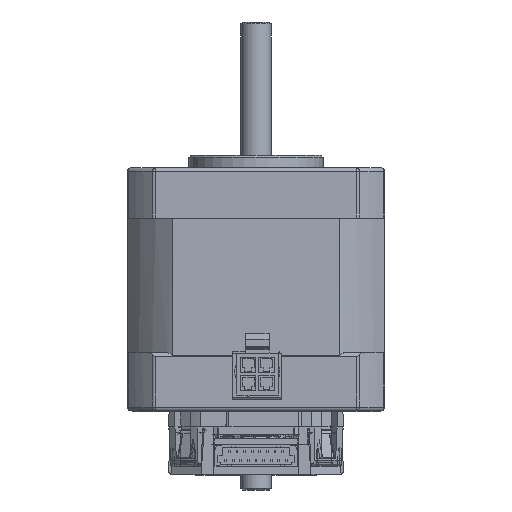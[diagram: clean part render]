
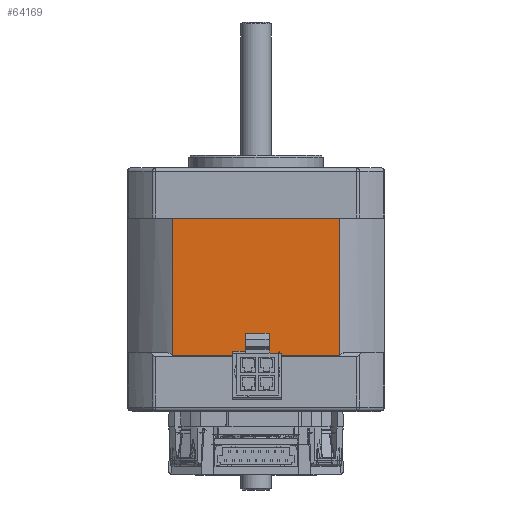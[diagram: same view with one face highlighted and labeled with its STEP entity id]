
A CAD part, front view. The second image highlights one B-rep face of the part: STEP entity #64169.
In plain terms, the highlighted planar face has unit normal (0, -1, 0).
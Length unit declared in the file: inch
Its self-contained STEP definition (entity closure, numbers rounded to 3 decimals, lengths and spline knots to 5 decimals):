
#60 = ORIENTED_EDGE ( 'NONE', *, *, #74330, .F. ) ;
#97 = VECTOR ( 'NONE', #32997, 39.37008 ) ;
#3453 = DIRECTION ( 'NONE',  ( 0., 0., 1. ) ) ;
#4182 = VECTOR ( 'NONE', #11373, 39.37008 ) ;
#10887 = CARTESIAN_POINT ( 'NONE',  ( 2.12585, 1.13718, 2.90921 ) ) ;
#11373 = DIRECTION ( 'NONE',  ( 0., 0., -1. ) ) ;
#18666 = CARTESIAN_POINT ( 'NONE',  ( 1.04778, 1.13718, 3.79441 ) ) ;
#24388 = VECTOR ( 'NONE', #50741, 39.37008 ) ;
#24424 = CARTESIAN_POINT ( 'NONE',  ( 1.04778, 1.13718, 3.79441 ) ) ;
#27614 = DIRECTION ( 'NONE',  ( 1., 0., 0. ) ) ;
#32405 = LINE ( 'NONE', #24424, #4182 ) ;
#32997 = DIRECTION ( 'NONE',  ( 0., 0., -1. ) ) ;
#34617 = VECTOR ( 'NONE', #27614, 39.37008 ) ;
#36881 = LINE ( 'NONE', #44549, #24388 ) ;
#39243 = VERTEX_POINT ( 'NONE', #18666 ) ;
#39389 = CARTESIAN_POINT ( 'NONE',  ( 2.12585, 1.13718, 3.79441 ) ) ;
#39848 = CARTESIAN_POINT ( 'NONE',  ( 1.58681, 1.13718, 3.79441 ) ) ;
#42819 = ORIENTED_EDGE ( 'NONE', *, *, #47469, .T. ) ;
#44549 = CARTESIAN_POINT ( 'NONE',  ( 1.04778, 1.13718, 2.90921 ) ) ;
#47469 = EDGE_CURVE ( 'NONE', #72371, #86579, #36881, .T. ) ;
#50741 = DIRECTION ( 'NONE',  ( 1., 0., 0. ) ) ;
#53776 = EDGE_LOOP ( 'NONE', ( #66035, #42819, #80082, #60 ) ) ;
#63984 = EDGE_CURVE ( 'NONE', #76243, #86579, #76442, .T. ) ;
#64169 = ADVANCED_FACE ( 'NONE', ( #77441 ), #83225, .F. ) ;
#64330 = EDGE_CURVE ( 'NONE', #39243, #72371, #32405, .T. ) ;
#66035 = ORIENTED_EDGE ( 'NONE', *, *, #64330, .T. ) ;
#69170 = CARTESIAN_POINT ( 'NONE',  ( 1.58681, 1.13718, 3.79441 ) ) ;
#72371 = VERTEX_POINT ( 'NONE', #72895 ) ;
#72895 = CARTESIAN_POINT ( 'NONE',  ( 1.04778, 1.13718, 2.90921 ) ) ;
#74330 = EDGE_CURVE ( 'NONE', #39243, #76243, #80667, .T. ) ;
#76243 = VERTEX_POINT ( 'NONE', #86384 ) ;
#76442 = LINE ( 'NONE', #39389, #97 ) ;
#77441 = FACE_OUTER_BOUND ( 'NONE', #53776, .T. ) ;
#80082 = ORIENTED_EDGE ( 'NONE', *, *, #63984, .F. ) ;
#80667 = LINE ( 'NONE', #39848, #34617 ) ;
#82643 = DIRECTION ( 'NONE',  ( 0., 1., 0. ) ) ;
#83225 = PLANE ( 'NONE',  #83552 ) ;
#83552 = AXIS2_PLACEMENT_3D ( 'NONE', #69170, #82643, #3453 ) ;
#86384 = CARTESIAN_POINT ( 'NONE',  ( 2.12585, 1.13718, 3.79441 ) ) ;
#86579 = VERTEX_POINT ( 'NONE', #10887 ) ;
